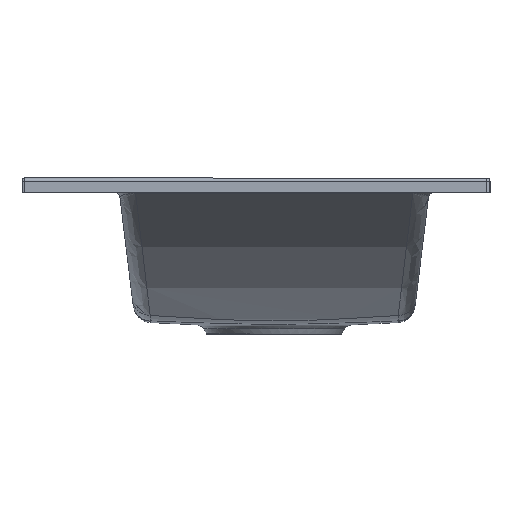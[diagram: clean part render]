
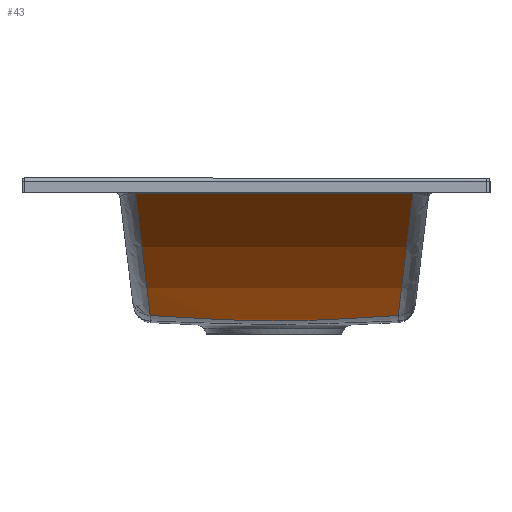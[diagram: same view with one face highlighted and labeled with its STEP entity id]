
A CAD part, left-side view. The second image highlights one B-rep face of the part: STEP entity #43.
In plain terms, the highlighted cylindrical face has radius 615.315 mm (diameter 1230.63 mm), a partial arc.
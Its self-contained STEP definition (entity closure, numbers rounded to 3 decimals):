
#43=ADVANCED_FACE('',(#132),#1300,.T.);
#132=FACE_OUTER_BOUND('',#226,.T.);
#226=EDGE_LOOP('',(#387,#388,#389,#390));
#387=ORIENTED_EDGE('',*,*,#771,.T.);
#388=ORIENTED_EDGE('',*,*,#772,.T.);
#389=ORIENTED_EDGE('',*,*,#773,.T.);
#390=ORIENTED_EDGE('',*,*,#774,.T.);
#771=EDGE_CURVE('',#1170,#1171,#1033,.T.);
#772=EDGE_CURVE('',#1171,#1172,#949,.T.);
#773=EDGE_CURVE('',#1172,#1173,#1034,.T.);
#774=EDGE_CURVE('',#1173,#1170,#950,.T.);
#949=B_SPLINE_CURVE_WITH_KNOTS('',1,(#4241,#4242),.UNSPECIFIED.,.F.,.F.,
(2,2),(0.,266.51),.UNSPECIFIED.);
#950=B_SPLINE_CURVE_WITH_KNOTS('',3,(#4247,#4248,#4249,#4250,#4251,#4252,
#4253,#4254,#4255,#4256,#4257,#4258,#4259,#4260,#4261,#4262,#4263,#4264,
#4265,#4266,#4267,#4268,#4269,#4270,#4271,#4272,#4273,#4274,#4275,#4276,
#4277,#4278,#4279,#4280),.UNSPECIFIED.,.F.,.F.,(4,2,2,2,2,2,2,2,2,2,2,2,
2,2,2,2,4),(-244.78,-214.183,-198.884,-183.585,
-168.286,-152.988,-137.689,-130.04,
-126.215,-122.39,-107.091,-91.793,
-76.494,-61.195,-45.896,-30.598,
0.),.UNSPECIFIED.);
#1033=(
BOUNDED_CURVE()
B_SPLINE_CURVE(3,(#4237,#4238,#4239,#4240),.UNSPECIFIED.,.F.,.F.)
B_SPLINE_CURVE_WITH_KNOTS((4,4),(0.,275.128),.UNSPECIFIED.)
CURVE()
GEOMETRIC_REPRESENTATION_ITEM()
RATIONAL_B_SPLINE_CURVE((1.,0.984,0.984,1.))
REPRESENTATION_ITEM('')
);
#1034=(
BOUNDED_CURVE()
B_SPLINE_CURVE(3,(#4243,#4244,#4245,#4246),.UNSPECIFIED.,.F.,.F.)
B_SPLINE_CURVE_WITH_KNOTS((4,4),(0.,275.128),.UNSPECIFIED.)
CURVE()
GEOMETRIC_REPRESENTATION_ITEM()
RATIONAL_B_SPLINE_CURVE((1.,0.984,0.984,1.))
REPRESENTATION_ITEM('')
);
#1170=VERTEX_POINT('',#3761);
#1171=VERTEX_POINT('',#3762);
#1172=VERTEX_POINT('',#3763);
#1173=VERTEX_POINT('',#3764);
#1300=CYLINDRICAL_SURFACE('',#1417,615.315);
#1417=AXIS2_PLACEMENT_3D('',#1757,#1461,$);
#1461=DIRECTION('',(0.,-1.,0.));
#1757=CARTESIAN_POINT('',(0.,-92.5,524.815));
#3761=CARTESIAN_POINT('',(-138.437,-211.769,-74.725));
#3762=CARTESIAN_POINT('',(-381.978,-225.755,42.42));
#3763=CARTESIAN_POINT('',(-381.978,40.755,42.42));
#3764=CARTESIAN_POINT('',(-138.437,26.769,-74.725));
#4237=CARTESIAN_POINT('',(-138.437,-211.769,-74.725));
#4238=CARTESIAN_POINT('',(-227.663,-214.228,-54.122));
#4239=CARTESIAN_POINT('',(-310.186,-218.968,-14.428));
#4240=CARTESIAN_POINT('',(-381.978,-225.755,42.42));
#4241=CARTESIAN_POINT('',(-381.978,-225.755,42.42));
#4242=CARTESIAN_POINT('',(-381.978,40.755,42.42));
#4243=CARTESIAN_POINT('',(-381.978,40.755,42.42));
#4244=CARTESIAN_POINT('',(-310.186,33.968,-14.428));
#4245=CARTESIAN_POINT('',(-227.663,29.228,-54.122));
#4246=CARTESIAN_POINT('',(-138.437,26.769,-74.725));
#4247=CARTESIAN_POINT('',(-138.437,26.769,-74.725));
#4248=CARTESIAN_POINT('',(-135.753,16.985,-75.344));
#4249=CARTESIAN_POINT('',(-133.045,7.206,-75.95));
#4250=CARTESIAN_POINT('',(-129.033,-7.474,-76.82));
#4251=CARTESIAN_POINT('',(-127.704,-12.37,-77.104));
#4252=CARTESIAN_POINT('',(-125.095,-22.173,-77.651));
#4253=CARTESIAN_POINT('',(-123.814,-27.08,-77.916));
#4254=CARTESIAN_POINT('',(-121.349,-36.915,-78.417));
#4255=CARTESIAN_POINT('',(-120.164,-41.844,-78.654));
#4256=CARTESIAN_POINT('',(-117.969,-51.74,-79.087));
#4257=CARTESIAN_POINT('',(-116.959,-56.708,-79.283));
#4258=CARTESIAN_POINT('',(-115.232,-66.709,-79.614));
#4259=CARTESIAN_POINT('',(-114.516,-71.743,-79.75));
#4260=CARTESIAN_POINT('',(-113.769,-79.366,-79.891));
#4261=CARTESIAN_POINT('',(-113.574,-81.919,-79.927));
#4262=CARTESIAN_POINT('',(-113.375,-85.77,-79.965));
#4263=CARTESIAN_POINT('',(-113.324,-87.057,-79.974));
#4264=CARTESIAN_POINT('',(-113.255,-89.638,-79.987));
#4265=CARTESIAN_POINT('',(-113.236,-90.934,-79.991));
#4266=CARTESIAN_POINT('',(-113.224,-97.399,-79.993));
#4267=CARTESIAN_POINT('',(-113.482,-102.524,-79.945));
#4268=CARTESIAN_POINT('',(-114.445,-112.693,-79.763));
#4269=CARTESIAN_POINT('',(-115.148,-117.738,-79.63));
#4270=CARTESIAN_POINT('',(-116.859,-127.774,-79.302));
#4271=CARTESIAN_POINT('',(-117.865,-132.764,-79.107));
#4272=CARTESIAN_POINT('',(-120.059,-142.713,-78.674));
#4273=CARTESIAN_POINT('',(-121.247,-147.67,-78.437));
#4274=CARTESIAN_POINT('',(-123.723,-157.568,-77.934));
#4275=CARTESIAN_POINT('',(-125.011,-162.508,-77.669));
#4276=CARTESIAN_POINT('',(-127.636,-172.378,-77.118));
#4277=CARTESIAN_POINT('',(-128.973,-177.306,-76.833));
#4278=CARTESIAN_POINT('',(-133.011,-192.083,-75.958));
#4279=CARTESIAN_POINT('',(-135.735,-201.923,-75.348));
#4280=CARTESIAN_POINT('',(-138.437,-211.769,-74.725));
